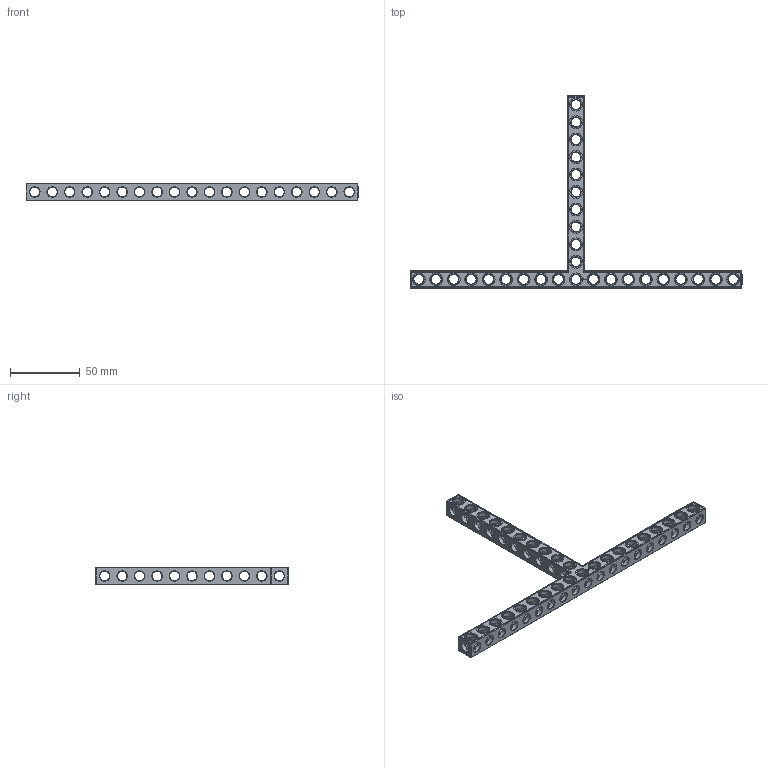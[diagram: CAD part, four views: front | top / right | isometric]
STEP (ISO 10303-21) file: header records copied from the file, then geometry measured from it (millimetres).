
FILE_DESCRIPTION(('FreeCAD Model'),'2;1');
FILE_NAME('Open CASCADE Shape Model','2022-01-29T21:46:11',( 'Paulo Kiefe'),('STEMFIE.org'),'Open CASCADE STEP processor 7.4', 'FreeCAD','Unknown');
FILE_SCHEMA(('AUTOMOTIVE_DESIGN { 1 0 10303 214 1 1 1 1 }'));
Products named in the file (1): Beam_TSH_SYM_ESS_BU19x11x01_-_SPN-BEM-1161_(stemfie.org)
Bounding box: 237.5 x 137.5 x 12.5 mm (x, y, z)
Volume: 28330.9 mm3; surface area: 25372.7 mm2
Topology: 1 solids, 1 shells, 837 faces, 2577 edges, 1689 vertices
Faces by surface type: plane 418, cylinder 177, extrusion 122, cone 120
Full cylindrical faces by diameter (mm): 6.98 x20, 7 x128, 9.2 x29
Entity records: 104528 total; most frequent: CARTESIAN_POINT 56460, DIRECTION 7821, ORIENTED_EDGE 5154, PCURVE 5154, DEFINITIONAL_REPRESENTATION 5154, VECTOR 4978, LINE 4856, EDGE_CURVE 2577
